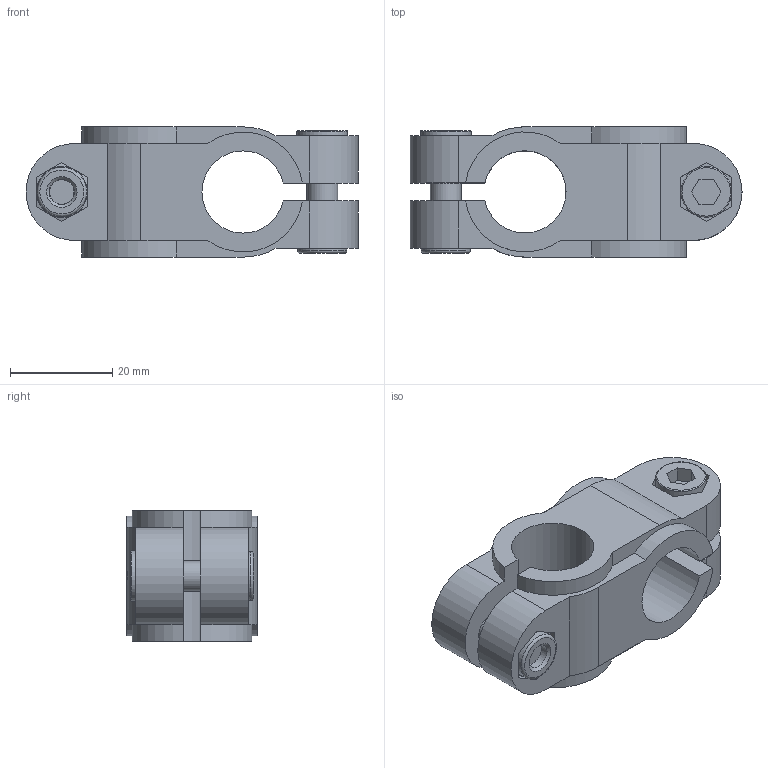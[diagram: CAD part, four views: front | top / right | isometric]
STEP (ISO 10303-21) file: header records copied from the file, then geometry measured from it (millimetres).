
FILE_DESCRIPTION( ( 'STEP AP214' ), '1' );
FILE_NAME( 'K0472.51616.stp', '2020-12-08T09:30:29', ( '' ), ( '' ), ' ', 'PARTsolutions', ' ' );
FILE_SCHEMA( ( 'AUTOMOTIVE_DESIGN { 1 0 10303 214 1 1 1 1 }' ) );
Length unit declared in the file: millimetre
Products named in the file (1): _K0472.51616
Bounding box: 65 x 25.5 x 25.5 mm (x, y, z)
Volume: 20720.2 mm3; surface area: 10855.4 mm2
Topology: 1 solids, 7 shells, 161 faces, 375 edges, 243 vertices
Faces by surface type: plane 96, cylinder 31, cone 28, torus 6
Full cylindrical faces by diameter (mm): 4.917 x2, 6 x2, 6.5 x4, 9.6 x2, 9.9 x2, 10 x1
Entity records: 5731 total; most frequent: CARTESIAN_POINT 916, DIRECTION 711, ORIENTED_EDGE 684, EDGE_CURVE 342, AXIS2_PLACEMENT_3D 256, VERTEX_POINT 233, EDGE_LOOP 203, LINE 199
